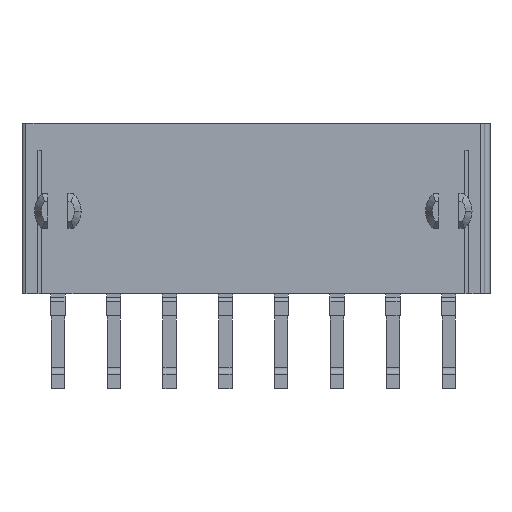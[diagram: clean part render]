
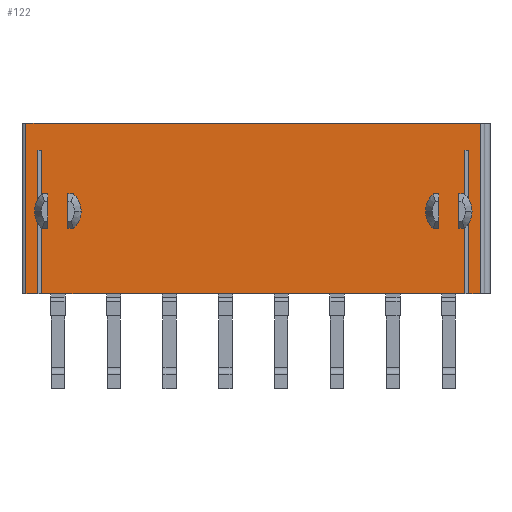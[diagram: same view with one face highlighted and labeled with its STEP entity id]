
A CAD part, front view. The second image highlights one B-rep face of the part: STEP entity #122.
In plain terms, the highlighted planar face has unit normal (0, -1, 0).
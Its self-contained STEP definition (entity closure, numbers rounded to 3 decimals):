
#122=ADVANCED_FACE('',(#599,#600,#601),#602,.T.);
#599=FACE_OUTER_BOUND('',#1491,.T.);
#600=FACE_BOUND('',#1492,.T.);
#601=FACE_BOUND('',#1493,.T.);
#602=PLANE('',#1494);
#1491=EDGE_LOOP('',(#2564,#2565,#2566,#2567,#2568,#2569,#2570,#2571,#2572,#2573,#2574,#2575,#2576,#2577,#2578,#2579,#2580,#2581,#2582,#2583));
#1492=EDGE_LOOP('',(#2584,#2585,#2586));
#1493=EDGE_LOOP('',(#2587,#2588,#2589));
#1494=AXIS2_PLACEMENT_3D('',#2590,#2591,#2592);
#2564=ORIENTED_EDGE('',*,*,#5782,.F.);
#2565=ORIENTED_EDGE('',*,*,#5783,.F.);
#2566=ORIENTED_EDGE('',*,*,#5784,.T.);
#2567=ORIENTED_EDGE('',*,*,#5677,.T.);
#2568=ORIENTED_EDGE('',*,*,#5781,.F.);
#2569=ORIENTED_EDGE('',*,*,#5785,.F.);
#2570=ORIENTED_EDGE('',*,*,#5786,.T.);
#2571=ORIENTED_EDGE('',*,*,#5787,.F.);
#2572=ORIENTED_EDGE('',*,*,#5788,.F.);
#2573=ORIENTED_EDGE('',*,*,#5789,.T.);
#2574=ORIENTED_EDGE('',*,*,#5790,.T.);
#2575=ORIENTED_EDGE('',*,*,#5628,.T.);
#2576=ORIENTED_EDGE('',*,*,#5791,.F.);
#2577=ORIENTED_EDGE('',*,*,#5792,.F.);
#2578=ORIENTED_EDGE('',*,*,#5793,.T.);
#2579=ORIENTED_EDGE('',*,*,#5666,.T.);
#2580=ORIENTED_EDGE('',*,*,#5794,.T.);
#2581=ORIENTED_EDGE('',*,*,#5795,.T.);
#2582=ORIENTED_EDGE('',*,*,#5796,.T.);
#2583=ORIENTED_EDGE('',*,*,#5797,.F.);
#2584=ORIENTED_EDGE('',*,*,#5798,.T.);
#2585=ORIENTED_EDGE('',*,*,#5670,.T.);
#2586=ORIENTED_EDGE('',*,*,#5799,.T.);
#2587=ORIENTED_EDGE('',*,*,#5800,.T.);
#2588=ORIENTED_EDGE('',*,*,#5801,.T.);
#2589=ORIENTED_EDGE('',*,*,#5634,.T.);
#2590=CARTESIAN_POINT('',(17.4,0.4,0.0));
#2591=DIRECTION('',(0.0,-1.0,0.0));
#2592=DIRECTION('',(0.0,0.0,-1.0));
#5628=EDGE_CURVE('',#6770,#6768,#6771,.T.);
#5634=EDGE_CURVE('',#6776,#6780,#6782,.T.);
#5666=EDGE_CURVE('',#6842,#6840,#6843,.T.);
#5670=EDGE_CURVE('',#6850,#6847,#6851,.T.);
#5677=EDGE_CURVE('',#6864,#6862,#6865,.T.);
#5781=EDGE_CURVE('',#7062,#6862,#7064,.T.);
#5782=EDGE_CURVE('',#7065,#7066,#7067,.T.);
#5783=EDGE_CURVE('',#7068,#7065,#7069,.T.);
#5784=EDGE_CURVE('',#7068,#6864,#7070,.T.);
#5785=EDGE_CURVE('',#7071,#7062,#7072,.T.);
#5786=EDGE_CURVE('',#7071,#7073,#7074,.T.);
#5787=EDGE_CURVE('',#7075,#7073,#7076,.T.);
#5788=EDGE_CURVE('',#7077,#7075,#7078,.T.);
#5789=EDGE_CURVE('',#7077,#7079,#7080,.T.);
#5790=EDGE_CURVE('',#7079,#6770,#7081,.T.);
#5791=EDGE_CURVE('',#7082,#6768,#7083,.T.);
#5792=EDGE_CURVE('',#7084,#7082,#7085,.T.);
#5793=EDGE_CURVE('',#7084,#6842,#7086,.T.);
#5794=EDGE_CURVE('',#6840,#7087,#7088,.T.);
#5795=EDGE_CURVE('',#7087,#7089,#7090,.T.);
#5796=EDGE_CURVE('',#7089,#7091,#7092,.T.);
#5797=EDGE_CURVE('',#7066,#7091,#7093,.T.);
#5798=EDGE_CURVE('',#7094,#6850,#7095,.T.);
#5799=EDGE_CURVE('',#6847,#7094,#7096,.T.);
#5800=EDGE_CURVE('',#6780,#7097,#7098,.T.);
#5801=EDGE_CURVE('',#7097,#6776,#7099,.T.);
#6768=VERTEX_POINT('',#8469);
#6770=VERTEX_POINT('',#8472);
#6771=CIRCLE('',#8473,1.5);
#6776=VERTEX_POINT('',#8479);
#6780=VERTEX_POINT('',#8484);
#6782=CIRCLE('',#8487,1.5);
#6840=VERTEX_POINT('',#8570);
#6842=VERTEX_POINT('',#8573);
#6843=CIRCLE('',#8574,1.5);
#6847=VERTEX_POINT('',#8579);
#6850=VERTEX_POINT('',#8583);
#6851=CIRCLE('',#8584,1.5);
#6862=VERTEX_POINT('',#8598);
#6864=VERTEX_POINT('',#8600);
#6865=LINE('',#8601,#8602);
#7062=VERTEX_POINT('',#8897);
#7064=LINE('',#8899,#8900);
#7065=VERTEX_POINT('',#8901);
#7066=VERTEX_POINT('',#8902);
#7067=LINE('',#8903,#8904);
#7068=VERTEX_POINT('',#8905);
#7069=LINE('',#8906,#8907);
#7070=LINE('',#8908,#8909);
#7071=VERTEX_POINT('',#8910);
#7072=LINE('',#8911,#8912);
#7073=VERTEX_POINT('',#8913);
#7074=LINE('',#8914,#8915);
#7075=VERTEX_POINT('',#8916);
#7076=LINE('',#8917,#8918);
#7077=VERTEX_POINT('',#8919);
#7078=LINE('',#8920,#8921);
#7079=VERTEX_POINT('',#8922);
#7080=CIRCLE('',#8923,1.5);
#7081=LINE('',#8924,#8925);
#7082=VERTEX_POINT('',#8926);
#7083=LINE('',#8927,#8928);
#7084=VERTEX_POINT('',#8929);
#7085=LINE('',#8930,#8931);
#7086=LINE('',#8932,#8933);
#7087=VERTEX_POINT('',#8934);
#7088=LINE('',#8935,#8936);
#7089=VERTEX_POINT('',#8937);
#7090=CIRCLE('',#8938,1.5);
#7091=VERTEX_POINT('',#8939);
#7092=LINE('',#8940,#8941);
#7093=LINE('',#8942,#8943);
#7094=VERTEX_POINT('',#8944);
#7095=LINE('',#8945,#8946);
#7096=CIRCLE('',#8947,1.5);
#7097=VERTEX_POINT('',#8948);
#7098=LINE('',#8949,#8950);
#7099=CIRCLE('',#8951,1.5);
#8469=CARTESIAN_POINT('',(-15.9,0.4,-7.5));
#8472=CARTESIAN_POINT('',(-15.45,0.4,-7.899));
#8473=AXIS2_PLACEMENT_3D('',#11084,#11085,#11086);
#8479=CARTESIAN_POINT('',(-13.2,0.4,-6.6));
#8484=CARTESIAN_POINT('',(-13.95,0.4,-7.899));
#8487=AXIS2_PLACEMENT_3D('',#11096,#11097,#11098);
#8570=CARTESIAN_POINT('',(15.45,0.4,-7.899));
#8573=CARTESIAN_POINT('',(15.9,0.4,-7.5));
#8574=AXIS2_PLACEMENT_3D('',#11152,#11153,#11154);
#8579=CARTESIAN_POINT('',(13.2,0.4,-6.6));
#8583=CARTESIAN_POINT('',(13.95,0.4,-7.899));
#8584=AXIS2_PLACEMENT_3D('',#11160,#11161,#11162);
#8598=CARTESIAN_POINT('',(-17.1,0.4,0.0));
#8600=CARTESIAN_POINT('',(17.1,0.4,0.0));
#8601=CARTESIAN_POINT('',(17.1,0.4,0.0));
#8602=VECTOR('',#11175,34.2);
#8897=CARTESIAN_POINT('',(-17.1,0.4,-12.8));
#8899=CARTESIAN_POINT('',(-17.1,0.4,-12.8));
#8900=VECTOR('',#11289,12.8);
#8901=CARTESIAN_POINT('',(16.2,0.4,-12.8));
#8902=CARTESIAN_POINT('',(16.2,0.4,-2.0));
#8903=CARTESIAN_POINT('',(16.2,0.4,-12.8));
#8904=VECTOR('',#11290,10.8);
#8905=CARTESIAN_POINT('',(17.1,0.4,-12.8));
#8906=CARTESIAN_POINT('',(17.1,0.4,-12.8));
#8907=VECTOR('',#11291,0.9);
#8908=CARTESIAN_POINT('',(17.1,0.4,-12.8));
#8909=VECTOR('',#11292,12.8);
#8910=CARTESIAN_POINT('',(-16.2,0.4,-12.8));
#8911=CARTESIAN_POINT('',(-16.2,0.4,-12.8));
#8912=VECTOR('',#11293,0.9);
#8913=CARTESIAN_POINT('',(-16.2,0.4,-2.0));
#8914=CARTESIAN_POINT('',(-16.2,0.4,-12.8));
#8915=VECTOR('',#11294,10.8);
#8916=CARTESIAN_POINT('',(-15.9,0.4,-2.0));
#8917=CARTESIAN_POINT('',(-15.9,0.4,-2.0));
#8918=VECTOR('',#11295,0.3);
#8919=CARTESIAN_POINT('',(-15.9,0.4,-5.7));
#8920=CARTESIAN_POINT('',(-15.9,0.4,-5.7));
#8921=VECTOR('',#11296,3.7);
#8922=CARTESIAN_POINT('',(-15.45,0.4,-5.301));
#8923=AXIS2_PLACEMENT_3D('',#11297,#11298,#11299);
#8924=CARTESIAN_POINT('',(-15.45,0.4,-5.301));
#8925=VECTOR('',#11300,2.598);
#8926=CARTESIAN_POINT('',(-15.9,0.4,-12.8));
#8927=CARTESIAN_POINT('',(-15.9,0.4,-12.8));
#8928=VECTOR('',#11301,5.3);
#8929=CARTESIAN_POINT('',(15.9,0.4,-12.8));
#8930=CARTESIAN_POINT('',(15.9,0.4,-12.8));
#8931=VECTOR('',#11302,31.8);
#8932=CARTESIAN_POINT('',(15.9,0.4,-12.8));
#8933=VECTOR('',#11303,5.3);
#8934=CARTESIAN_POINT('',(15.45,0.4,-5.301));
#8935=CARTESIAN_POINT('',(15.45,0.4,-7.899));
#8936=VECTOR('',#11304,2.598);
#8937=CARTESIAN_POINT('',(15.9,0.4,-5.7));
#8938=AXIS2_PLACEMENT_3D('',#11305,#11306,#11307);
#8939=CARTESIAN_POINT('',(15.9,0.4,-2.0));
#8940=CARTESIAN_POINT('',(15.9,0.4,-5.7));
#8941=VECTOR('',#11308,3.7);
#8942=CARTESIAN_POINT('',(16.2,0.4,-2.0));
#8943=VECTOR('',#11309,0.3);
#8944=CARTESIAN_POINT('',(13.95,0.4,-5.301));
#8945=CARTESIAN_POINT('',(13.95,0.4,-5.301));
#8946=VECTOR('',#11310,2.598);
#8947=AXIS2_PLACEMENT_3D('',#11311,#11312,#11313);
#8948=CARTESIAN_POINT('',(-13.95,0.4,-5.301));
#8949=CARTESIAN_POINT('',(-13.95,0.4,-7.899));
#8950=VECTOR('',#11314,2.598);
#8951=AXIS2_PLACEMENT_3D('',#11315,#11316,#11317);
#11084=CARTESIAN_POINT('',(-14.7,0.4,-6.6));
#11085=DIRECTION('',(0.0,1.0,0.0));
#11086=DIRECTION('',(-0.5,0.0,-0.866));
#11096=CARTESIAN_POINT('',(-14.7,0.4,-6.6));
#11097=DIRECTION('',(-0.0,1.0,0.0));
#11098=DIRECTION('',(0.5,0.0,0.866));
#11152=CARTESIAN_POINT('',(14.7,0.4,-6.6));
#11153=DIRECTION('',(0.0,1.0,0.0));
#11154=DIRECTION('',(0.8,0.0,-0.6));
#11160=CARTESIAN_POINT('',(14.7,0.4,-6.6));
#11161=DIRECTION('',(0.0,1.0,0.0));
#11162=DIRECTION('',(-0.5,0.0,-0.866));
#11175=DIRECTION('',(-1.0,0.0,0.0));
#11289=DIRECTION('',(0.0,0.0,1.0));
#11290=DIRECTION('',(0.0,0.0,1.0));
#11291=DIRECTION('',(-1.0,0.0,0.0));
#11292=DIRECTION('',(0.0,0.0,1.0));
#11293=DIRECTION('',(-1.0,0.0,0.0));
#11294=DIRECTION('',(0.0,0.0,1.0));
#11295=DIRECTION('',(-1.0,0.0,0.0));
#11296=DIRECTION('',(0.0,0.0,1.0));
#11297=CARTESIAN_POINT('',(-14.7,0.4,-6.6));
#11298=DIRECTION('',(0.0,1.0,0.0));
#11299=DIRECTION('',(-0.8,0.0,0.6));
#11300=DIRECTION('',(0.0,0.0,-1.0));
#11301=DIRECTION('',(0.0,0.0,1.0));
#11302=DIRECTION('',(-1.0,0.0,0.0));
#11303=DIRECTION('',(0.0,0.0,1.0));
#11304=DIRECTION('',(0.0,0.0,1.0));
#11305=CARTESIAN_POINT('',(14.7,0.4,-6.6));
#11306=DIRECTION('',(-0.0,1.0,0.0));
#11307=DIRECTION('',(0.5,0.0,0.866));
#11308=DIRECTION('',(0.0,0.0,1.0));
#11309=DIRECTION('',(-1.0,0.0,0.0));
#11310=DIRECTION('',(0.0,0.0,-1.0));
#11311=CARTESIAN_POINT('',(14.7,0.4,-6.6));
#11312=DIRECTION('',(0.0,1.0,0.0));
#11313=DIRECTION('',(-0.5,0.0,-0.866));
#11314=DIRECTION('',(0.0,0.0,1.0));
#11315=CARTESIAN_POINT('',(-14.7,0.4,-6.6));
#11316=DIRECTION('',(-0.0,1.0,0.0));
#11317=DIRECTION('',(0.5,0.0,0.866));
